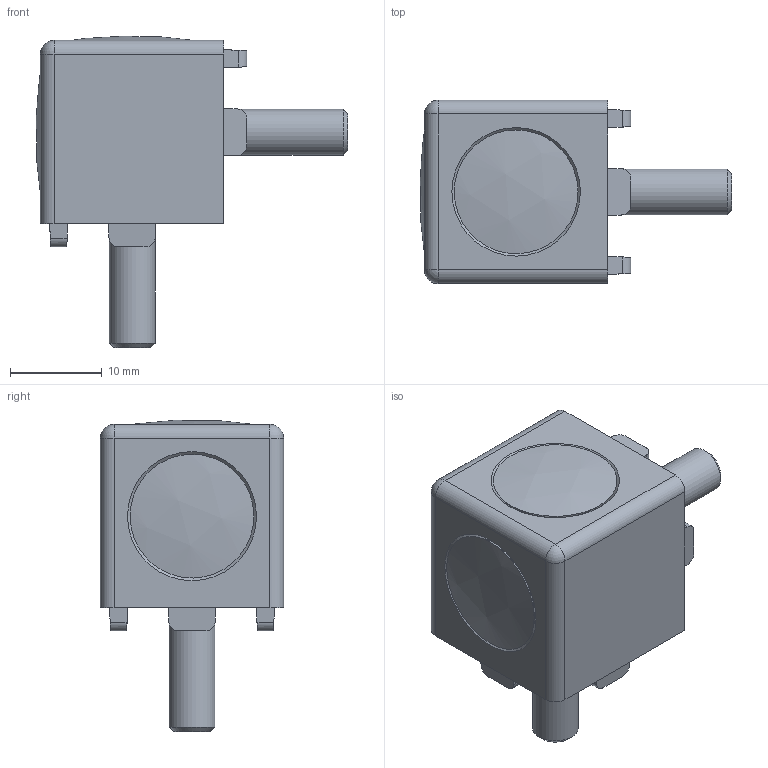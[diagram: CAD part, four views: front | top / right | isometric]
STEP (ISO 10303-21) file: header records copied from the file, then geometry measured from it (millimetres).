
FILE_DESCRIPTION(/* description */ (''),/* implementation_level */ '2;1');
FILE_NAME(/* name */ 'VB-1070_Würfelverbindersatz_2D20-6.stp',/* time_stamp */ '2020-07-21T11:47:32+02:00',/* author */ ('jmaun'),/* organization */ (''),/* preprocessor_version */ 'ST-DEVELOPER v17',/* originating_system */ 'Autodesk Inventor 2019',/* authorisation */ '');
FILE_SCHEMA (('AUTOMOTIVE_DESIGN { 1 0 10303 214 3 1 1 }'));
Length unit declared in the file: millimetre
Products named in the file (1): VB-1070_Würfelverbindersatz_2D20-6
Bounding box: 33.94 x 20 x 33.94 mm (x, y, z)
Volume: 6367.7 mm3; surface area: 5287.2 mm2
Topology: 5 solids, 5 shells, 213 faces, 534 edges, 329 vertices
Faces by surface type: plane 90, cylinder 73, sphere 28, cone 14, torus 8
Full cylindrical faces by diameter (mm): 5 x2, 5.2 x2, 9.5 x2, 11 x2
Entity records: 6516 total; most frequent: DIRECTION 1157, CARTESIAN_POINT 1089, ORIENTED_EDGE 1036, EDGE_CURVE 518, AXIS2_PLACEMENT_3D 439, VERTEX_POINT 329, LINE 279, VECTOR 279
